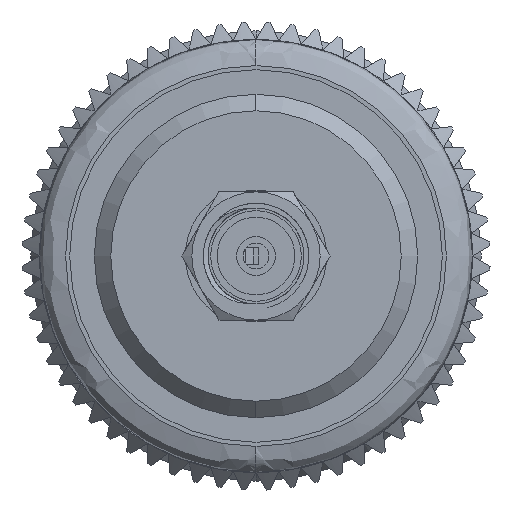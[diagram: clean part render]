
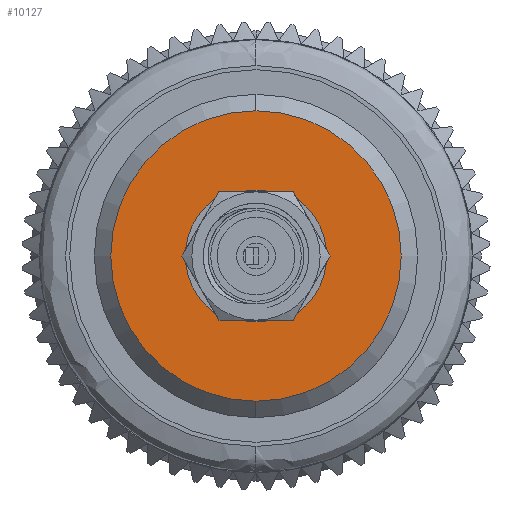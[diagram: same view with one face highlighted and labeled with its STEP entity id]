
A CAD part, left-side view. The second image highlights one B-rep face of the part: STEP entity #10127.
In plain terms, the highlighted face is planar.
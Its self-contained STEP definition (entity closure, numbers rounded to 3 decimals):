
#302 = VERTEX_POINT ( 'NONE', #815 ) ;
#349 = DIRECTION ( 'NONE',  ( 0., 0., 1. ) ) ;
#709 = DIRECTION ( 'NONE',  ( 0., 0., 1. ) ) ;
#815 = CARTESIAN_POINT ( 'NONE',  ( 24.226, 0., -4.487 ) ) ;
#1886 = CARTESIAN_POINT ( 'NONE',  ( 24.226, -7.232, -7.627 ) ) ;
#2832 = CIRCLE ( 'NONE', #12354, 4.487 ) ;
#3120 = CARTESIAN_POINT ( 'NONE',  ( 24.226, 0., 0. ) ) ;
#3307 = DIRECTION ( 'NONE',  ( -1., 0., 0. ) ) ;
#3423 = PLANE ( 'NONE',  #12163 ) ;
#5700 = FACE_OUTER_BOUND ( 'NONE', #8151, .T. ) ;
#7933 = CARTESIAN_POINT ( 'NONE',  ( 24.226, 0., 0. ) ) ;
#7972 = EDGE_CURVE ( 'NONE', #14876, #302, #2832, .T. ) ;
#8151 = EDGE_LOOP ( 'NONE', ( #8811, #10912 ) ) ;
#8702 = CARTESIAN_POINT ( 'NONE',  ( 24.226, 0., 4.487 ) ) ;
#8811 = ORIENTED_EDGE ( 'NONE', *, *, #7972, .T. ) ;
#10127 = ADVANCED_FACE ( 'NONE', ( #5700 ), #3423, .F. ) ;
#10329 = DIRECTION ( 'NONE',  ( 1., 0., 0. ) ) ;
#10694 = DIRECTION ( 'NONE',  ( 1., 0., 0. ) ) ;
#10912 = ORIENTED_EDGE ( 'NONE', *, *, #13644, .T. ) ;
#12163 = AXIS2_PLACEMENT_3D ( 'NONE', #1886, #3307, #709 ) ;
#12354 = AXIS2_PLACEMENT_3D ( 'NONE', #3120, #10329, #349 ) ;
#13644 = EDGE_CURVE ( 'NONE', #302, #14876, #14909, .T. ) ;
#14876 = VERTEX_POINT ( 'NONE', #8702 ) ;
#14909 = CIRCLE ( 'NONE', #17744, 4.487 ) ;
#17744 = AXIS2_PLACEMENT_3D ( 'NONE', #7933, #10694, #17821 ) ;
#17821 = DIRECTION ( 'NONE',  ( 0., 0., 1. ) ) ;
